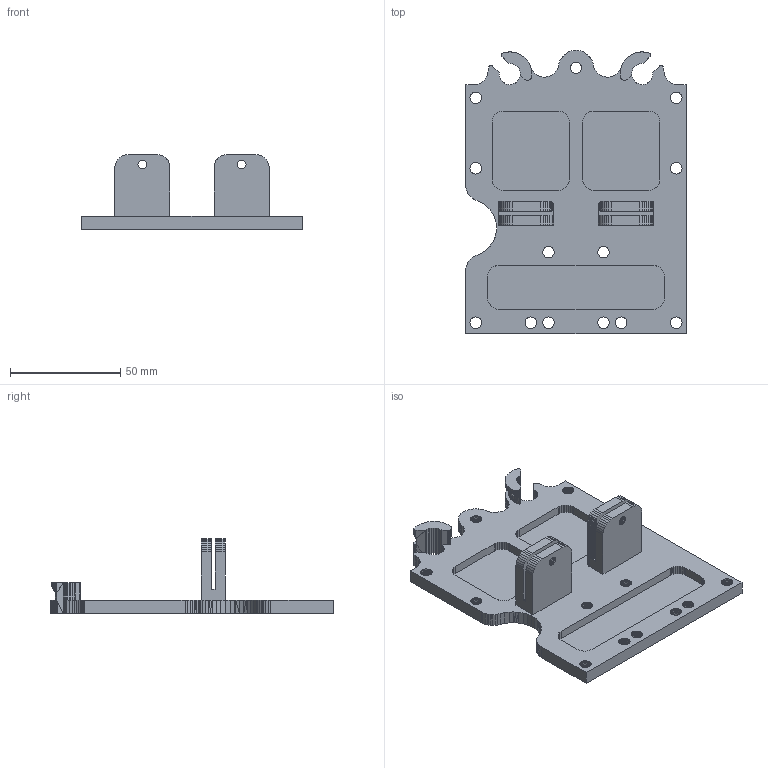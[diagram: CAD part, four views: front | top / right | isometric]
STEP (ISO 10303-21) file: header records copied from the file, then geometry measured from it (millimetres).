
FILE_DESCRIPTION(('FreeCAD Model'),'2;1');
FILE_NAME('x_carriage_v2.0.step','2016-04-29T07:21:38',('Author'),(''), 'Open CASCADE STEP processor 6.8','FreeCAD','Unknown');
FILE_SCHEMA(('AUTOMOTIVE_DESIGN_CC2 { 1 2 10303 214 -1 1 5 4 }'));
Length unit declared in the file: millimetre
Products named in the file (2): ASSEMBLY; x_carriage_v2_0002
Assembly tree (1 placements, depth 2):
  ASSEMBLY
    x_carriage_v2_0002
Bounding box: 100 x 128.55 x 34 mm (x, y, z)
Surface area: 35695.5 mm2 (no closed solid volume)
Topology: 0 solids, 1 shells, 1839 faces, 4424 edges, 2592 vertices
Faces by surface type: plane 1839
Entity records: 108501 total; most frequent: CARTESIAN_POINT 17705, DIRECTION 16954, LINE 13272, VECTOR 13272, ORIENTED_EDGE 8848, PCURVE 8848, DEFINITIONAL_REPRESENTATION 8848, EDGE_CURVE 4424
